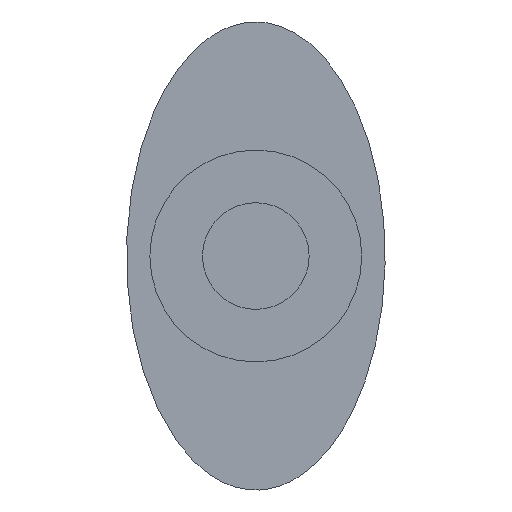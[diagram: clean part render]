
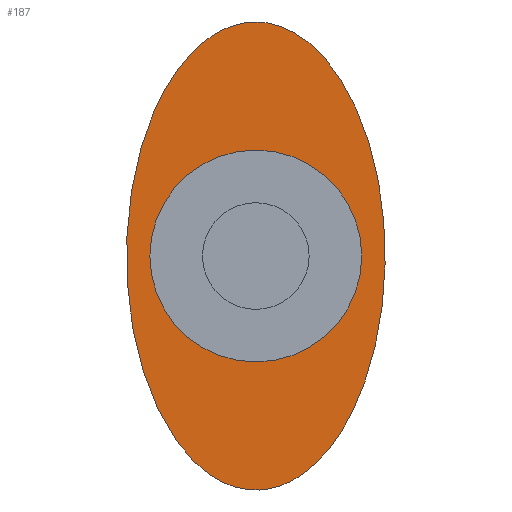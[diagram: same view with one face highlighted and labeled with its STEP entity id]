
A CAD part, front view. The second image highlights one B-rep face of the part: STEP entity #187.
In plain terms, the highlighted planar face has unit normal (0, -1, 0).
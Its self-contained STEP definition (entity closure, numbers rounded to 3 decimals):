
#17=ELLIPSE('',#231,9.5,5.25);
#42=FACE_BOUND('',#74,.T.);
#54=FACE_OUTER_BOUND('',#73,.T.);
#73=EDGE_LOOP('',(#156));
#74=EDGE_LOOP('',(#157));
#87=CIRCLE('',#227,2.165);
#99=VERTEX_POINT('',#331);
#102=VERTEX_POINT('',#357);
#117=EDGE_CURVE('',#99,#99,#87,.T.);
#120=EDGE_CURVE('',#102,#102,#17,.T.);
#156=ORIENTED_EDGE('',*,*,#120,.T.);
#157=ORIENTED_EDGE('',*,*,#117,.T.);
#174=PLANE('',#232);
#187=ADVANCED_FACE('',(#54,#42),#174,.T.);
#227=AXIS2_PLACEMENT_3D('',#333,#276,#277);
#231=AXIS2_PLACEMENT_3D('',#358,#284,#285);
#232=AXIS2_PLACEMENT_3D('',#360,#287,#288);
#276=DIRECTION('center_axis',(0.,1.,0.));
#277=DIRECTION('ref_axis',(1.,0.,0.));
#284=DIRECTION('center_axis',(0.,-1.,0.));
#285=DIRECTION('ref_axis',(0.,0.,-1.));
#287=DIRECTION('center_axis',(0.,-1.,0.));
#288=DIRECTION('ref_axis',(0.,0.,-1.));
#331=CARTESIAN_POINT('',(-2.165,-1.5,0.));
#333=CARTESIAN_POINT('Origin',(0.,-1.5,0.));
#357=CARTESIAN_POINT('',(0.,-1.5,9.5));
#358=CARTESIAN_POINT('Origin',(0.,-1.5,0.));
#360=CARTESIAN_POINT('Origin',(0.,-1.5,0.));
